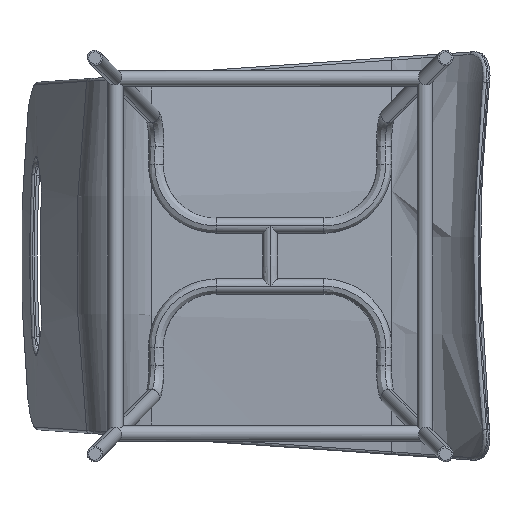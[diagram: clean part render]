
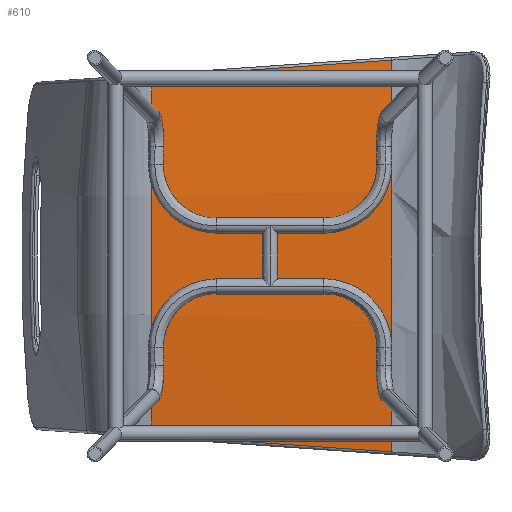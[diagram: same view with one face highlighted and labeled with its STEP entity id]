
A CAD part, front view. The second image highlights one B-rep face of the part: STEP entity #610.
In plain terms, the highlighted cylindrical face has radius 4000 mm (diameter 8000 mm), a partial arc.
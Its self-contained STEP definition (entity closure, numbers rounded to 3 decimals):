
#610=ADVANCED_FACE('',(#1605),#1606,.T.);
#782=EDGE_CURVE('',#1815,#1828,#1834,.T.);
#808=EDGE_CURVE('',#1866,#1852,#1869,.T.);
#852=EDGE_CURVE('',#1866,#1828,#1925,.T.);
#920=EDGE_CURVE('',#1852,#1815,#2007,.T.);
#1605=FACE_OUTER_BOUND('',#6666,.T.);
#1606=CYLINDRICAL_SURFACE('',#6667,4000.0);
#1815=VERTEX_POINT('',#7244);
#1828=VERTEX_POINT('',#7295);
#1834=ELLIPSE('',#7303,57228.222,4000.0);
#1852=VERTEX_POINT('',#7366);
#1866=VERTEX_POINT('',#7418);
#1869=ELLIPSE('',#7422,57228.222,4000.0);
#1925=CIRCLE('',#7622,4000.);
#2007=CIRCLE('',#7882,4000.);
#6666=EDGE_LOOP('',(#14463,#14464,#14465,#14466));
#6667=AXIS2_PLACEMENT_3D('',#14467,#14468,#14469);
#7244=CARTESIAN_POINT('',(-312.18,27.838,471.093));
#7295=CARTESIAN_POINT('',(320.0,33.342,515.388));
#7303=AXIS2_PLACEMENT_3D('',#14637,#14638,#14639);
#7366=CARTESIAN_POINT('',(-312.18,27.838,-471.093));
#7418=CARTESIAN_POINT('',(320.0,33.342,-515.388));
#7422=AXIS2_PLACEMENT_3D('',#14655,#14656,#14657);
#7622=AXIS2_PLACEMENT_3D('',#14678,#14679,#14680);
#7882=AXIS2_PLACEMENT_3D('',#14739,#14740,#14741);
#14463=ORIENTED_EDGE('',*,*,#808,.F.);
#14464=ORIENTED_EDGE('',*,*,#852,.T.);
#14465=ORIENTED_EDGE('',*,*,#782,.F.);
#14466=ORIENTED_EDGE('',*,*,#920,.F.);
#14467=CARTESIAN_POINT('',(-312.18,4000.0,0.0));
#14468=DIRECTION('',(1.0,0.,0.0));
#14469=DIRECTION('',(0.,1.0,0.0));
#14637=CARTESIAN_POINT('',(-7035.648,4000.0,0.0));
#14638=DIRECTION('',(-0.07,0.,0.998));
#14639=DIRECTION('',(0.998,0.,0.07));
#14655=CARTESIAN_POINT('',(-7035.648,4000.0,0.0));
#14656=DIRECTION('',(-0.07,0.,-0.998));
#14657=DIRECTION('',(0.998,0.,-0.07));
#14678=CARTESIAN_POINT('',(320.,4000.,0.));
#14679=DIRECTION('',(-1.0,0.,0.));
#14680=DIRECTION('',(0.,-0.991,-0.131));
#14739=CARTESIAN_POINT('',(-312.18,4000.,0.));
#14740=DIRECTION('',(-1.0,-0.0,0.0));
#14741=DIRECTION('',(0.0,-0.993,-0.12));
